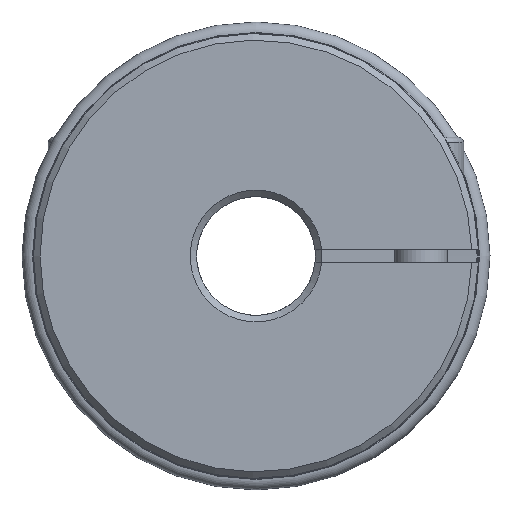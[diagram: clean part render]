
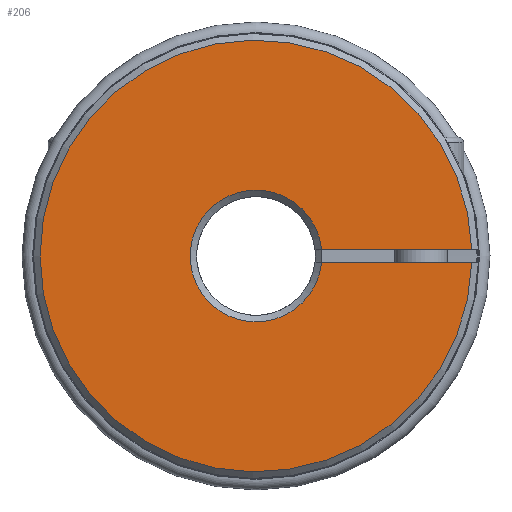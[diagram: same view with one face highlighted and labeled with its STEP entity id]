
A CAD part, left-side view. The second image highlights one B-rep face of the part: STEP entity #206.
In plain terms, the highlighted planar face has unit normal (-1, 0, 0).
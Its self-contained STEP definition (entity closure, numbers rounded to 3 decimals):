
#206 = ADVANCED_FACE( '', ( #490 ), #491, .T. );
#490 = FACE_OUTER_BOUND( '', #859, .T. );
#491 = PLANE( '', #860 );
#859 = EDGE_LOOP( '', ( #1388, #1389, #1390, #1391 ) );
#860 = AXIS2_PLACEMENT_3D( '', #1392, #1393, #1394 );
#1388 = ORIENTED_EDGE( '', *, *, #2027, .F. );
#1389 = ORIENTED_EDGE( '', *, *, #2028, .T. );
#1390 = ORIENTED_EDGE( '', *, *, #2029, .F. );
#1391 = ORIENTED_EDGE( '', *, *, #2030, .F. );
#1392 = CARTESIAN_POINT( '', ( -19.15, 0., 32.75 ) );
#1393 = DIRECTION( '', ( -1., 0., 0. ) );
#1394 = DIRECTION( '', ( 0., 1., 0. ) );
#2027 = EDGE_CURVE( '', #2416, #2417, #2418, .T. );
#2028 = EDGE_CURVE( '', #2416, #2419, #2420, .T. );
#2029 = EDGE_CURVE( '', #2421, #2419, #2422, .T. );
#2030 = EDGE_CURVE( '', #2417, #2421, #2423, .T. );
#2416 = VERTEX_POINT( '', #3157 );
#2417 = VERTEX_POINT( '', #3158 );
#2418 = LINE( '', #3159, #3160 );
#2419 = VERTEX_POINT( '', #3161 );
#2420 = CIRCLE( '', #3162, 10. );
#2421 = VERTEX_POINT( '', #3163 );
#2422 = LINE( '', #3164, #3165 );
#2423 = CIRCLE( '', #3166, 32.75 );
#3157 = CARTESIAN_POINT( '', ( -19.15, -9.95, -1. ) );
#3158 = CARTESIAN_POINT( '', ( -19.15, -32.735, -1. ) );
#3159 = CARTESIAN_POINT( '', ( -19.15, 0., -1. ) );
#3160 = VECTOR( '', #3793, 1000. );
#3161 = CARTESIAN_POINT( '', ( -19.15, -9.95, 1. ) );
#3162 = AXIS2_PLACEMENT_3D( '', #3794, #3795, #3796 );
#3163 = CARTESIAN_POINT( '', ( -19.15, -32.735, 1. ) );
#3164 = CARTESIAN_POINT( '', ( -19.15, 0., 1. ) );
#3165 = VECTOR( '', #3797, 1000. );
#3166 = AXIS2_PLACEMENT_3D( '', #3798, #3799, #3800 );
#3793 = DIRECTION( '', ( 0., -1., 0. ) );
#3794 = CARTESIAN_POINT( '', ( -19.15, 0., 0. ) );
#3795 = DIRECTION( '', ( 1., 0., 0. ) );
#3796 = DIRECTION( '', ( 0., -1., 0. ) );
#3797 = DIRECTION( '', ( 0., 1., 0. ) );
#3798 = CARTESIAN_POINT( '', ( -19.15, 0., 0. ) );
#3799 = DIRECTION( '', ( 1., 0., 0. ) );
#3800 = DIRECTION( '', ( 0., 0., 1. ) );
